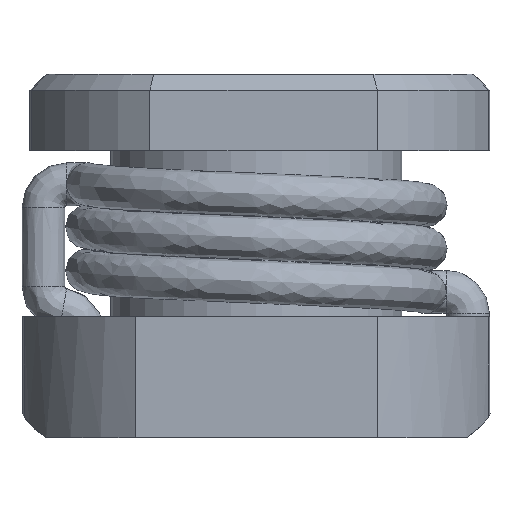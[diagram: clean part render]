
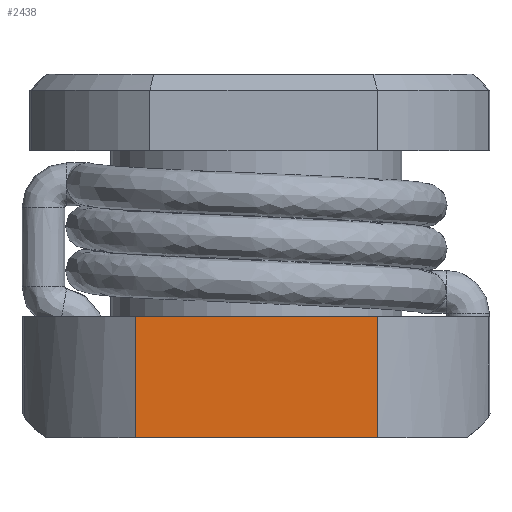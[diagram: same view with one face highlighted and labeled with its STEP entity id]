
A CAD part, front view. The second image highlights one B-rep face of the part: STEP entity #2438.
In plain terms, the highlighted face is planar.
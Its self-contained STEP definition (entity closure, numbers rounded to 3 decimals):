
#133=LINE('',#6248,#382);
#134=LINE('',#6251,#383);
#135=LINE('',#6253,#384);
#136=LINE('',#6255,#385);
#382=VECTOR('',#3828,1000.);
#383=VECTOR('',#3829,1000.);
#384=VECTOR('',#3830,1000.);
#385=VECTOR('',#3831,1000.);
#628=PLANE('',#3554);
#814=ORIENTED_EDGE('',*,*,#1492,.F.);
#815=ORIENTED_EDGE('',*,*,#1493,.F.);
#816=ORIENTED_EDGE('',*,*,#1494,.T.);
#817=ORIENTED_EDGE('',*,*,#1495,.T.);
#1492=EDGE_CURVE('',#1828,#1829,#133,.T.);
#1493=EDGE_CURVE('',#1830,#1828,#134,.T.);
#1494=EDGE_CURVE('',#1830,#1831,#135,.T.);
#1495=EDGE_CURVE('',#1831,#1829,#136,.T.);
#1828=VERTEX_POINT('',#6249);
#1829=VERTEX_POINT('',#6250);
#1830=VERTEX_POINT('',#6252);
#1831=VERTEX_POINT('',#6254);
#2089=EDGE_LOOP('',(#814,#815,#816,#817));
#2259=FACE_BOUND('',#2089,.T.);
#2438=ADVANCED_FACE('',(#2259),#628,.T.);
#3554=AXIS2_PLACEMENT_3D('',#6247,#3826,#3827);
#3826=DIRECTION('',(0.,1.,0.));
#3827=DIRECTION('',(0.,0.,1.));
#3828=DIRECTION('',(1.,0.,0.));
#3829=DIRECTION('',(0.,0.,-1.));
#3830=DIRECTION('',(1.,0.,0.));
#3831=DIRECTION('',(0.,0.,-1.));
#6247=CARTESIAN_POINT('',(-1.497,2.6,1.5));
#6248=CARTESIAN_POINT('',(-1.497,2.6,0.));
#6249=CARTESIAN_POINT('',(-1.497,2.6,0.));
#6250=CARTESIAN_POINT('',(1.497,2.6,0.));
#6251=CARTESIAN_POINT('',(-1.497,2.6,1.5));
#6252=CARTESIAN_POINT('',(-1.497,2.6,1.5));
#6253=CARTESIAN_POINT('',(-1.497,2.6,1.5));
#6254=CARTESIAN_POINT('',(1.497,2.6,1.5));
#6255=CARTESIAN_POINT('',(1.497,2.6,1.5));
